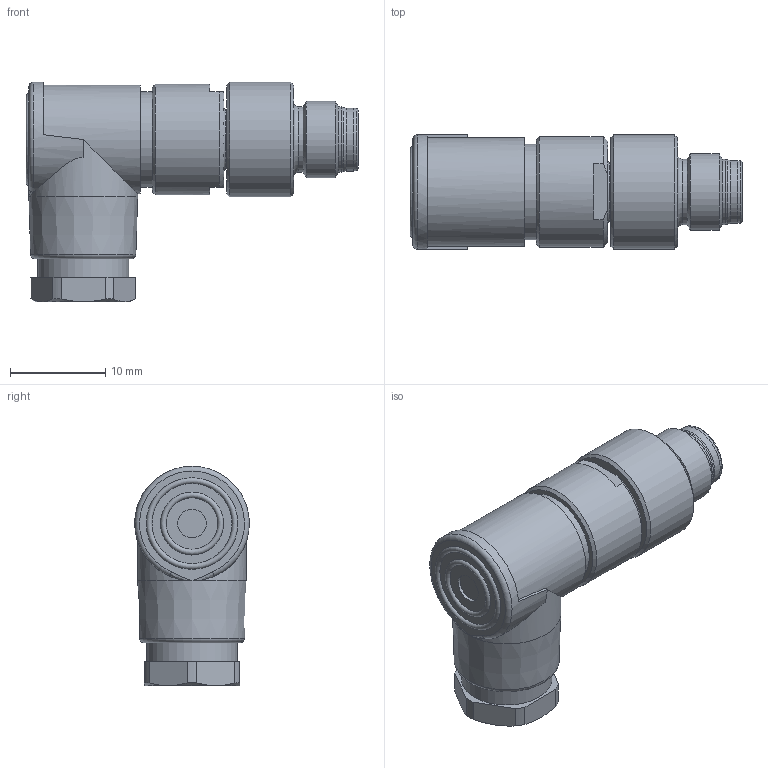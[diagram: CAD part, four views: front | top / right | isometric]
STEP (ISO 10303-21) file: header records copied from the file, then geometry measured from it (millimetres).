
FILE_DESCRIPTION(/* description */ (''),/* implementation_level */ '2;1');
FILE_NAME(/* name */ 'SWSPC3L.stp',/* time_stamp */ '2016-12-09T09:42:15+01:00',/* author */ (''),/* organization */ (''),/* preprocessor_version */ 'ST-DEVELOPER v16',/* originating_system */ 'SIEMENS PLM Software NX 10.0',/* authorisation */ '');
FILE_SCHEMA (('AUTOMOTIVE_DESIGN { 1 0 10303 214 3 1 1 1 }'));
Length unit declared in the file: millimetre
Products named in the file (1): cerl14D46527mghn
Bounding box: 34.8 x 12 x 23 mm (x, y, z)
Volume: 4179.5 mm3; surface area: 2161.4 mm2
Topology: 1 solids, 4 shells, 97 faces, 213 edges, 131 vertices
Faces by surface type: plane 36, cylinder 27, cone 17, torus 9, bspline 5, sphere 3
Full cylindrical faces by diameter (mm): 1 x3, 3 x1, 5.7 x1, 6.6 x1, 6.8 x1, 6.85 x2, 8 x1, 9.5 x1, 10 x1, 11.4 x2, 11.6 x1, 12 x1
Entity records: 2484 total; most frequent: CARTESIAN_POINT 598, DIRECTION 404, ORIENTED_EDGE 318, AXIS2_PLACEMENT_3D 183, EDGE_CURVE 159, EDGE_LOOP 143, VERTEX_POINT 116, ADVANCED_FACE 97
